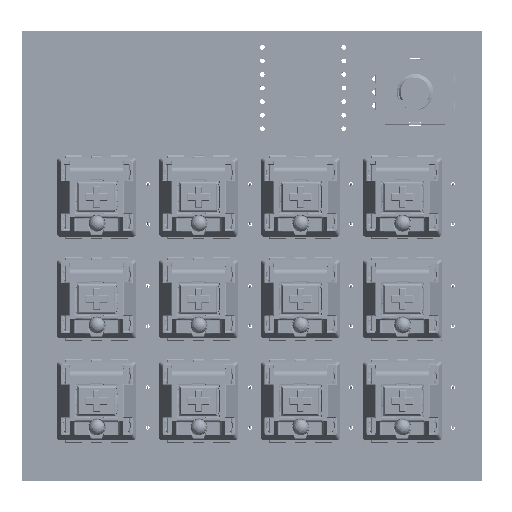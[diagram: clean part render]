
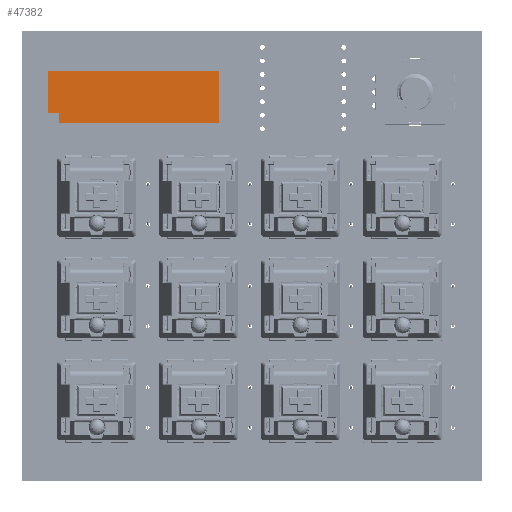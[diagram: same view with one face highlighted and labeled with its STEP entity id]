
A CAD part, top view. The second image highlights one B-rep face of the part: STEP entity #47382.
In plain terms, the highlighted planar face has unit normal (0, 0, 1).
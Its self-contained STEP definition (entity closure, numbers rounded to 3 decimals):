
#47211 = VERTEX_POINT('',#47212);
#47212 = CARTESIAN_POINT('',(2.922,-15.86,2.75));
#47218 = EDGE_CURVE('',#47219,#47211,#47221,.T.);
#47219 = VERTEX_POINT('',#47220);
#47220 = CARTESIAN_POINT('',(2.922,-17.86,2.75));
#47221 = LINE('',#47222,#47223);
#47222 = CARTESIAN_POINT('',(2.922,-17.86,2.75));
#47223 = VECTOR('',#47224,1.);
#47224 = DIRECTION('',(0.,1.,0.));
#47249 = EDGE_CURVE('',#47250,#47219,#47252,.T.);
#47250 = VERTEX_POINT('',#47251);
#47251 = CARTESIAN_POINT('',(-4.922,-17.86,2.75));
#47252 = LINE('',#47253,#47254);
#47253 = CARTESIAN_POINT('',(-4.922,-17.86,2.75));
#47254 = VECTOR('',#47255,1.);
#47255 = DIRECTION('',(1.,0.,0.));
#47280 = EDGE_CURVE('',#47281,#47250,#47283,.T.);
#47281 = VERTEX_POINT('',#47282);
#47282 = CARTESIAN_POINT('',(-4.922,14.14,2.75));
#47283 = LINE('',#47284,#47285);
#47284 = CARTESIAN_POINT('',(-4.922,14.14,2.75));
#47285 = VECTOR('',#47286,1.);
#47286 = DIRECTION('',(0.,-1.,0.));
#47311 = EDGE_CURVE('',#47312,#47281,#47314,.T.);
#47312 = VERTEX_POINT('',#47313);
#47313 = CARTESIAN_POINT('',(4.922,14.14,2.75));
#47314 = LINE('',#47315,#47316);
#47315 = CARTESIAN_POINT('',(4.922,14.14,2.75));
#47316 = VECTOR('',#47317,1.);
#47317 = DIRECTION('',(-1.,0.,0.));
#47342 = EDGE_CURVE('',#47343,#47312,#47345,.T.);
#47343 = VERTEX_POINT('',#47344);
#47344 = CARTESIAN_POINT('',(4.922,-15.86,2.75));
#47345 = LINE('',#47346,#47347);
#47346 = CARTESIAN_POINT('',(4.922,-17.86,2.75));
#47347 = VECTOR('',#47348,1.);
#47348 = DIRECTION('',(0.,1.,0.));
#47371 = EDGE_CURVE('',#47211,#47343,#47372,.T.);
#47372 = LINE('',#47373,#47374);
#47373 = CARTESIAN_POINT('',(2.922,-15.86,2.75));
#47374 = VECTOR('',#47375,1.);
#47375 = DIRECTION('',(1.,0.,0.));
#47382 = ADVANCED_FACE('',(#47383),#47391,.T.);
#47383 = FACE_BOUND('',#47384,.T.);
#47384 = EDGE_LOOP('',(#47385,#47386,#47387,#47388,#47389,#47390));
#47385 = ORIENTED_EDGE('',*,*,#47371,.T.);
#47386 = ORIENTED_EDGE('',*,*,#47342,.T.);
#47387 = ORIENTED_EDGE('',*,*,#47311,.T.);
#47388 = ORIENTED_EDGE('',*,*,#47280,.T.);
#47389 = ORIENTED_EDGE('',*,*,#47249,.T.);
#47390 = ORIENTED_EDGE('',*,*,#47218,.T.);
#47391 = PLANE('',#47392);
#47392 = AXIS2_PLACEMENT_3D('',#47393,#47394,#47395);
#47393 = CARTESIAN_POINT('',(0.,-1.86,2.75));
#47394 = DIRECTION('',(0.,0.,1.));
#47395 = DIRECTION('',(1.,0.,-0.));
